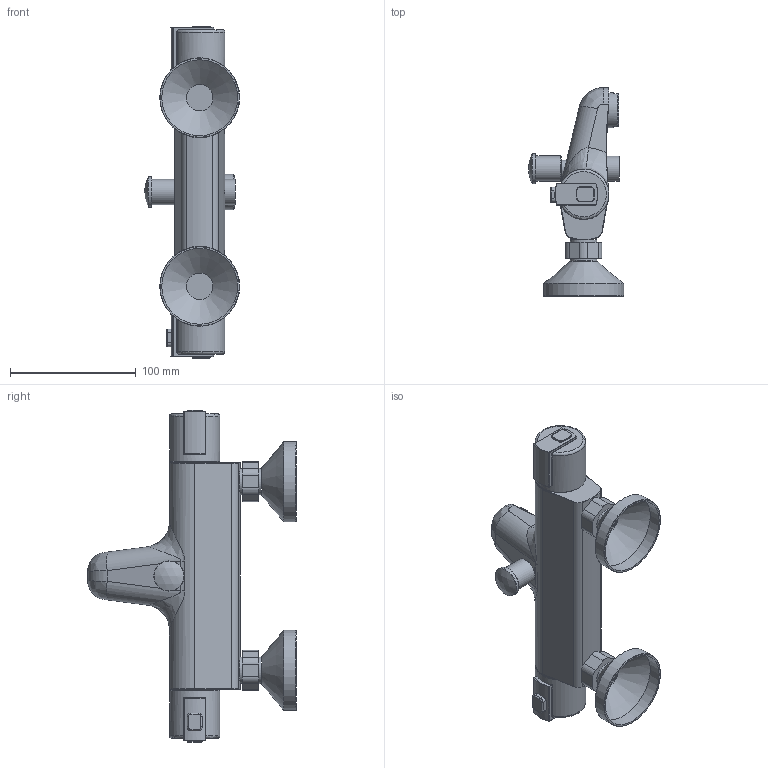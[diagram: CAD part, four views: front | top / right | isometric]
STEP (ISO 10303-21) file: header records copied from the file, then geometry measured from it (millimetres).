
FILE_DESCRIPTION(/* description */ (''),/* implementation_level */ '2;1');
FILE_NAME(/* name */ 'TERMOSTATICO VASCA.stp',/* time_stamp */ '2020-03-21T11:06:29+01:00',/* author */ ('Alessio'),/* organization */ (''),/* preprocessor_version */ 'ST-DEVELOPER v16.1',/* originating_system */ 'Autodesk Inventor 2016',/* authorisation */ '');
FILE_SCHEMA (('AUTOMOTIVE_DESIGN { 1 0 10303 214 3 1 1 }'));
Length unit declared in the file: millimetre
Products named in the file (5): CORPO VASCA; MANIGLIA DESTRA; MANIGLIA SINISTRA; ROSONE; TERMOSTATICO VASCA
Assembly tree (5 placements, depth 2):
  TERMOSTATICO VASCA
    CORPO VASCA
    MANIGLIA DESTRA
    MANIGLIA SINISTRA
    ROSONE  x2
Bounding box: 75.75 x 165.8 x 264 mm (x, y, z)
Volume: 553031.5 mm3; surface area: 87258.5 mm2
Topology: 7 solids, 7 shells, 265 faces, 607 edges, 371 vertices
Faces by surface type: cylinder 104, plane 90, torus 39, bspline 14, cone 13, sphere 5
Full cylindrical faces by diameter (mm): 2 x2, 5 x2, 13 x1, 20 x2, 21 x6, 24 x1, 28 x1, 29 x1, 40 x2, 60.385 x2, 63.5 x2
Entity records: 7525 total; most frequent: CARTESIAN_POINT 2189, DIRECTION 1146, ORIENTED_EDGE 1030, EDGE_CURVE 515, AXIS2_PLACEMENT_3D 471, VERTEX_POINT 329, EDGE_LOOP 282, FACE_OUTER_BOUND 238
